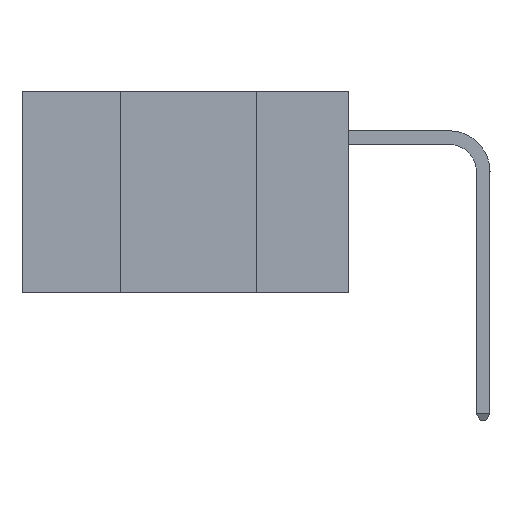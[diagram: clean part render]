
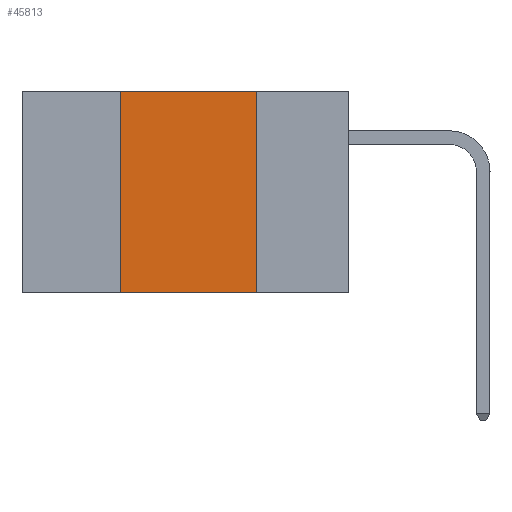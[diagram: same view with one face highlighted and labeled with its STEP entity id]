
A CAD part, left-side view. The second image highlights one B-rep face of the part: STEP entity #45813.
In plain terms, the highlighted planar face has unit normal (-1, 0, 0).
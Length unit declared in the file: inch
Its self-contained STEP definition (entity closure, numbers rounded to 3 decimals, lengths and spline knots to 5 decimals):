
#260 = CARTESIAN_POINT ( 'NONE',  ( 0., 0.17, -0.37 ) ) ;
#758 = CARTESIAN_POINT ( 'NONE',  ( 0., 0.42, 0. ) ) ;
#1078 = AXIS2_PLACEMENT_3D ( 'NONE', #46544, #2002, #5106 ) ;
#2002 = DIRECTION ( 'NONE',  ( 1., 0., 0. ) ) ;
#3280 = EDGE_CURVE ( 'NONE', #31472, #33832, #34297, .T. ) ;
#4487 = EDGE_LOOP ( 'NONE', ( #15092, #11955, #4844, #6324 ) ) ;
#4844 = ORIENTED_EDGE ( 'NONE', *, *, #3280, .F. ) ;
#5106 = DIRECTION ( 'NONE',  ( 0., 0., -1. ) ) ;
#6324 = ORIENTED_EDGE ( 'NONE', *, *, #39929, .T. ) ;
#6967 = LINE ( 'NONE', #12665, #31675 ) ;
#7178 = DIRECTION ( 'NONE',  ( 0., -1., 0. ) ) ;
#11785 = LINE ( 'NONE', #34672, #36457 ) ;
#11955 = ORIENTED_EDGE ( 'NONE', *, *, #28548, .F. ) ;
#12665 = CARTESIAN_POINT ( 'NONE',  ( 0., 0.17, 0. ) ) ;
#12972 = DIRECTION ( 'NONE',  ( 0., 0., -1. ) ) ;
#14737 = FACE_OUTER_BOUND ( 'NONE', #4487, .T. ) ;
#15092 = ORIENTED_EDGE ( 'NONE', *, *, #46664, .F. ) ;
#15963 = VERTEX_POINT ( 'NONE', #260 ) ;
#16904 = CARTESIAN_POINT ( 'NONE',  ( 0., 0.42, 0. ) ) ;
#17453 = CARTESIAN_POINT ( 'NONE',  ( 0., 0.42, -0.37 ) ) ;
#17846 = VECTOR ( 'NONE', #41079, 39.37008 ) ;
#20200 = VERTEX_POINT ( 'NONE', #36545 ) ;
#28548 = EDGE_CURVE ( 'NONE', #33832, #20200, #11785, .T. ) ;
#31472 = VERTEX_POINT ( 'NONE', #17453 ) ;
#31675 = VECTOR ( 'NONE', #12972, 39.37008 ) ;
#33832 = VERTEX_POINT ( 'NONE', #16904 ) ;
#34297 = LINE ( 'NONE', #758, #17846 ) ;
#34387 = VECTOR ( 'NONE', #7178, 39.37008 ) ;
#34672 = CARTESIAN_POINT ( 'NONE',  ( 0., 0.6, 0. ) ) ;
#35545 = LINE ( 'NONE', #41163, #34387 ) ;
#36457 = VECTOR ( 'NONE', #42337, 39.37008 ) ;
#36545 = CARTESIAN_POINT ( 'NONE',  ( 0., 0.17, 0. ) ) ;
#39929 = EDGE_CURVE ( 'NONE', #31472, #15963, #35545, .T. ) ;
#41079 = DIRECTION ( 'NONE',  ( 0., 0., 1. ) ) ;
#41163 = CARTESIAN_POINT ( 'NONE',  ( 0., 0.6, -0.37 ) ) ;
#42337 = DIRECTION ( 'NONE',  ( 0., -1., 0. ) ) ;
#43270 = PLANE ( 'NONE',  #1078 ) ;
#45813 = ADVANCED_FACE ( 'NONE', ( #14737 ), #43270, .F. ) ;
#46544 = CARTESIAN_POINT ( 'NONE',  ( 0., 0.6, 0. ) ) ;
#46664 = EDGE_CURVE ( 'NONE', #20200, #15963, #6967, .T. ) ;
